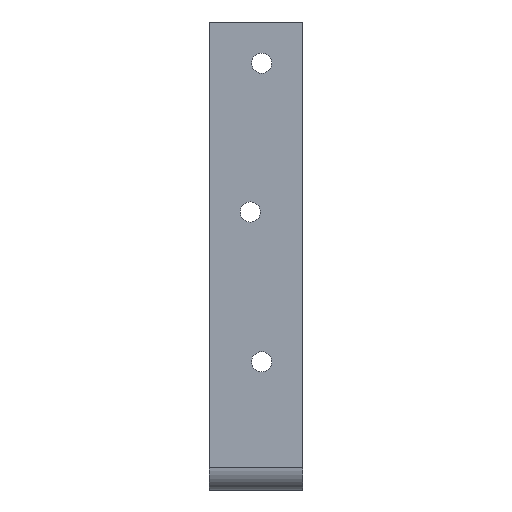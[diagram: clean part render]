
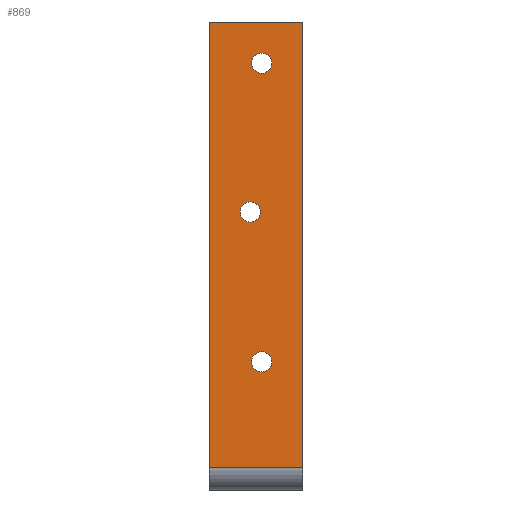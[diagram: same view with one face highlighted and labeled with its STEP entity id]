
A CAD part, left-side view. The second image highlights one B-rep face of the part: STEP entity #869.
In plain terms, the highlighted planar face has unit normal (-1, 0, 0).
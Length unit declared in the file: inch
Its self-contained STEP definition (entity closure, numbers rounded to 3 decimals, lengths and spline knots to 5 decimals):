
#6 = AXIS2_PLACEMENT_3D ( 'NONE', #311, #1006, #748 ) ;
#31 = DIRECTION ( 'NONE',  ( 0., 0., 1. ) ) ;
#38 = DIRECTION ( 'NONE',  ( 1., 0., 0. ) ) ;
#46 = VECTOR ( 'NONE', #888, 39.37008 ) ;
#73 = EDGE_CURVE ( 'NONE', #732, #685, #1070, .T. ) ;
#96 = FACE_BOUND ( 'NONE', #656, .T. ) ;
#97 = LINE ( 'NONE', #976, #987 ) ;
#99 = AXIS2_PLACEMENT_3D ( 'NONE', #886, #105, #367 ) ;
#105 = DIRECTION ( 'NONE',  ( 1., 0., 0. ) ) ;
#119 = EDGE_LOOP ( 'NONE', ( #298, #864 ) ) ;
#125 = CIRCLE ( 'NONE', #99, 0.108 ) ;
#128 = CARTESIAN_POINT ( 'NONE',  ( 0., 0.5, 0.24 ) ) ;
#141 = VERTEX_POINT ( 'NONE', #592 ) ;
#145 = CARTESIAN_POINT ( 'NONE',  ( 0., -0.5, 5. ) ) ;
#163 = VERTEX_POINT ( 'NONE', #995 ) ;
#175 = EDGE_CURVE ( 'NONE', #342, #364, #484, .T. ) ;
#177 = AXIS2_PLACEMENT_3D ( 'NONE', #762, #332, #1024 ) ;
#228 = FACE_BOUND ( 'NONE', #543, .T. ) ;
#244 = CARTESIAN_POINT ( 'NONE',  ( 0., -0.06, 1.478 ) ) ;
#264 = CIRCLE ( 'NONE', #892, 0.108 ) ;
#285 = VERTEX_POINT ( 'NONE', #244 ) ;
#298 = ORIENTED_EDGE ( 'NONE', *, *, #701, .T. ) ;
#311 = CARTESIAN_POINT ( 'NONE',  ( 0., -0.06, 4.56 ) ) ;
#315 = ORIENTED_EDGE ( 'NONE', *, *, #763, .T. ) ;
#319 = ORIENTED_EDGE ( 'NONE', *, *, #424, .T. ) ;
#332 = DIRECTION ( 'NONE',  ( 1., 0., 0. ) ) ;
#337 = VECTOR ( 'NONE', #917, 39.37008 ) ;
#338 = VECTOR ( 'NONE', #540, 39.37008 ) ;
#341 = VERTEX_POINT ( 'NONE', #1014 ) ;
#342 = VERTEX_POINT ( 'NONE', #870 ) ;
#353 = EDGE_CURVE ( 'NONE', #141, #341, #125, .T. ) ;
#364 = VERTEX_POINT ( 'NONE', #712 ) ;
#367 = DIRECTION ( 'NONE',  ( 0., 0., 1. ) ) ;
#389 = PLANE ( 'NONE',  #487 ) ;
#407 = EDGE_CURVE ( 'NONE', #285, #533, #893, .T. ) ;
#424 = EDGE_CURVE ( 'NONE', #954, #163, #97, .T. ) ;
#435 = ORIENTED_EDGE ( 'NONE', *, *, #1073, .F. ) ;
#461 = CARTESIAN_POINT ( 'NONE',  ( 0., 0.5, 5. ) ) ;
#464 = CARTESIAN_POINT ( 'NONE',  ( 0., -0.06, 1.37 ) ) ;
#473 = ORIENTED_EDGE ( 'NONE', *, *, #73, .F. ) ;
#474 = DIRECTION ( 'NONE',  ( -1., 0., 0. ) ) ;
#484 = CIRCLE ( 'NONE', #676, 0.108 ) ;
#487 = AXIS2_PLACEMENT_3D ( 'NONE', #1064, #474, #812 ) ;
#501 = CARTESIAN_POINT ( 'NONE',  ( 0., -0.06, 4.56 ) ) ;
#525 = ORIENTED_EDGE ( 'NONE', *, *, #526, .T. ) ;
#526 = EDGE_CURVE ( 'NONE', #341, #141, #264, .T. ) ;
#533 = VERTEX_POINT ( 'NONE', #806 ) ;
#540 = DIRECTION ( 'NONE',  ( 0., 0., -1. ) ) ;
#543 = EDGE_LOOP ( 'NONE', ( #568, #1055 ) ) ;
#568 = ORIENTED_EDGE ( 'NONE', *, *, #175, .T. ) ;
#590 = DIRECTION ( 'NONE',  ( 1., 0., 0. ) ) ;
#591 = CARTESIAN_POINT ( 'NONE',  ( 0., -0.5, 5. ) ) ;
#592 = CARTESIAN_POINT ( 'NONE',  ( 0., 0.06, 3.078 ) ) ;
#611 = FACE_OUTER_BOUND ( 'NONE', #882, .T. ) ;
#612 = EDGE_CURVE ( 'NONE', #364, #342, #769, .T. ) ;
#640 = CARTESIAN_POINT ( 'NONE',  ( 0., 0.06, 2.97 ) ) ;
#643 = CARTESIAN_POINT ( 'NONE',  ( 0., 0.5, 5. ) ) ;
#647 = LINE ( 'NONE', #591, #337 ) ;
#656 = EDGE_LOOP ( 'NONE', ( #525, #673 ) ) ;
#668 = FACE_BOUND ( 'NONE', #119, .T. ) ;
#670 = DIRECTION ( 'NONE',  ( 0., 0., 1. ) ) ;
#673 = ORIENTED_EDGE ( 'NONE', *, *, #353, .T. ) ;
#676 = AXIS2_PLACEMENT_3D ( 'NONE', #501, #590, #670 ) ;
#679 = CARTESIAN_POINT ( 'NONE',  ( 0., 0.5, 5. ) ) ;
#685 = VERTEX_POINT ( 'NONE', #145 ) ;
#701 = EDGE_CURVE ( 'NONE', #533, #285, #1083, .T. ) ;
#709 = AXIS2_PLACEMENT_3D ( 'NONE', #464, #965, #31 ) ;
#712 = CARTESIAN_POINT ( 'NONE',  ( 0., -0.06, 4.668 ) ) ;
#718 = DIRECTION ( 'NONE',  ( 0., 0., 1. ) ) ;
#732 = VERTEX_POINT ( 'NONE', #679 ) ;
#748 = DIRECTION ( 'NONE',  ( 0., 0., 1. ) ) ;
#762 = CARTESIAN_POINT ( 'NONE',  ( 0., -0.06, 1.37 ) ) ;
#763 = EDGE_CURVE ( 'NONE', #732, #954, #779, .T. ) ;
#769 = CIRCLE ( 'NONE', #6, 0.108 ) ;
#779 = LINE ( 'NONE', #461, #338 ) ;
#806 = CARTESIAN_POINT ( 'NONE',  ( 0., -0.06, 1.262 ) ) ;
#812 = DIRECTION ( 'NONE',  ( 0., 0., 1. ) ) ;
#864 = ORIENTED_EDGE ( 'NONE', *, *, #407, .T. ) ;
#869 = ADVANCED_FACE ( 'NONE', ( #668, #96, #228, #611 ), #389, .T. ) ;
#870 = CARTESIAN_POINT ( 'NONE',  ( 0., -0.06, 4.452 ) ) ;
#882 = EDGE_LOOP ( 'NONE', ( #435, #473, #315, #319 ) ) ;
#886 = CARTESIAN_POINT ( 'NONE',  ( 0., 0.06, 2.97 ) ) ;
#888 = DIRECTION ( 'NONE',  ( 0., -1., 0. ) ) ;
#892 = AXIS2_PLACEMENT_3D ( 'NONE', #640, #38, #718 ) ;
#893 = CIRCLE ( 'NONE', #709, 0.108 ) ;
#917 = DIRECTION ( 'NONE',  ( 0., 0., -1. ) ) ;
#954 = VERTEX_POINT ( 'NONE', #128 ) ;
#965 = DIRECTION ( 'NONE',  ( 1., 0., 0. ) ) ;
#976 = CARTESIAN_POINT ( 'NONE',  ( 0., 0.5, 0.24 ) ) ;
#987 = VECTOR ( 'NONE', #1046, 39.37008 ) ;
#995 = CARTESIAN_POINT ( 'NONE',  ( 0., -0.5, 0.24 ) ) ;
#1006 = DIRECTION ( 'NONE',  ( 1., 0., 0. ) ) ;
#1014 = CARTESIAN_POINT ( 'NONE',  ( 0., 0.06, 2.862 ) ) ;
#1024 = DIRECTION ( 'NONE',  ( 0., 0., 1. ) ) ;
#1046 = DIRECTION ( 'NONE',  ( 0., -1., 0. ) ) ;
#1055 = ORIENTED_EDGE ( 'NONE', *, *, #612, .T. ) ;
#1064 = CARTESIAN_POINT ( 'NONE',  ( 0., 0.5, 5. ) ) ;
#1070 = LINE ( 'NONE', #643, #46 ) ;
#1073 = EDGE_CURVE ( 'NONE', #685, #163, #647, .T. ) ;
#1083 = CIRCLE ( 'NONE', #177, 0.108 ) ;
